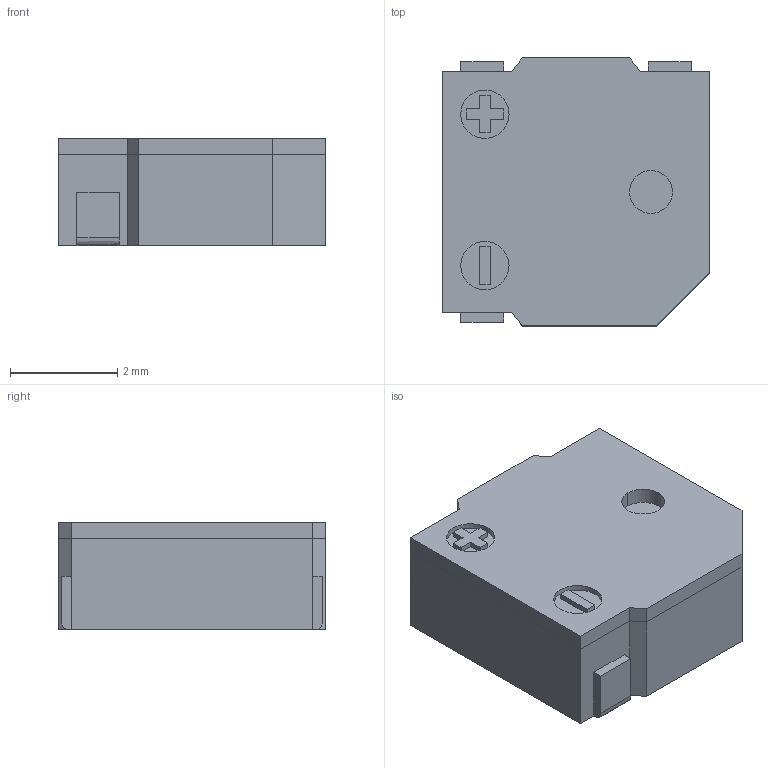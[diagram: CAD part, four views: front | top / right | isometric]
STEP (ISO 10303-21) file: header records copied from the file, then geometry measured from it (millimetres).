
FILE_DESCRIPTION (( 'STEP AP214' ), '1' );
FILE_NAME ('A706977B-AF13-4E0C-8216-1C7C9D773ACD.STEP', '2024-03-23T15:36:05', ( '' ), ( '' ), 'SwSTEP 2.0', 'SolidWorks 2022', '' );
FILE_SCHEMA (( 'AUTOMOTIVE_DESIGN' ));
Length unit declared in the file: millimetre
Products named in the file (1): A706977B-AF13-4E0C-8216-1C7C9D773ACD
Bounding box: 5 x 5 x 2 mm (x, y, z)
Volume: 46.9 mm3; surface area: 174.2 mm2
Topology: 6 solids, 6 shells, 104 faces, 255 edges, 170 vertices
Faces by surface type: plane 87, cylinder 14, bspline 3
Entity records: 3188 total; most frequent: CARTESIAN_POINT 641, ORIENTED_EDGE 510, DIRECTION 475, EDGE_CURVE 255, VECTOR 215, LINE 215, VERTEX_POINT 170, AXIS2_PLACEMENT_3D 130
